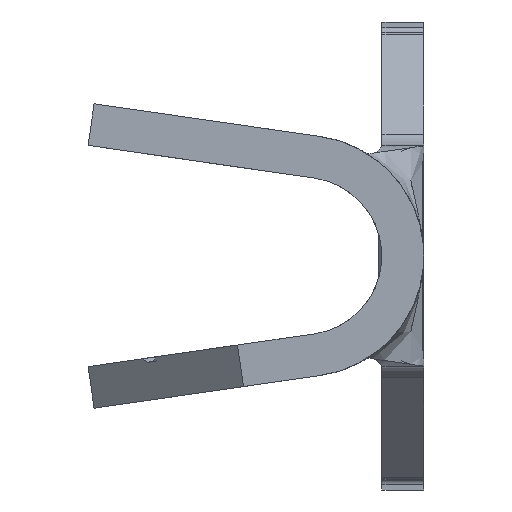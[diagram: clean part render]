
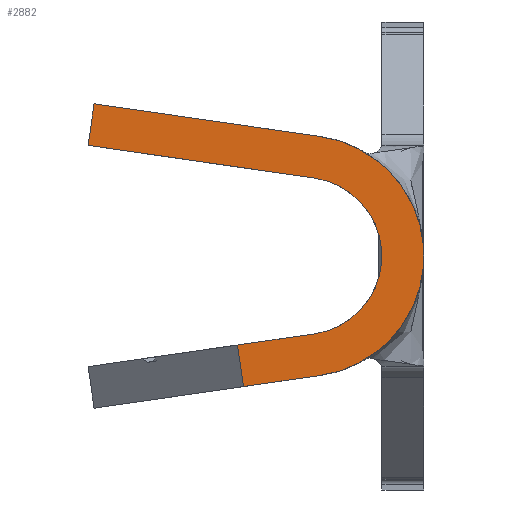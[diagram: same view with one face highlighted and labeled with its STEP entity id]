
A CAD part, left-side view. The second image highlights one B-rep face of the part: STEP entity #2882.
In plain terms, the highlighted planar face has unit normal (-1, 0, 0).
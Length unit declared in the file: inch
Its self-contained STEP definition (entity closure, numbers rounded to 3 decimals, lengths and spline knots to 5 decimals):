
#90 = VERTEX_POINT ( 'NONE', #651 ) ;
#98 = CARTESIAN_POINT ( 'NONE',  ( -0.74, 0.17762, -0.08483 ) ) ;
#146 = CARTESIAN_POINT ( 'NONE',  ( -0.74, 0.115, 0. ) ) ;
#288 = CARTESIAN_POINT ( 'NONE',  ( -0.74, 0.115, 0. ) ) ;
#322 = CARTESIAN_POINT ( 'NONE',  ( -0.74, 0.10427, -0.07423 ) ) ;
#341 = DIRECTION ( 'NONE',  ( 0., -0.99, -0.143 ) ) ;
#345 = DIRECTION ( 'NONE',  ( 0., 0., -1. ) ) ;
#405 = VECTOR ( 'NONE', #3768, 39.37008 ) ;
#517 = LINE ( 'NONE', #98, #3161 ) ;
#582 = CARTESIAN_POINT ( 'NONE',  ( -0.74, 0.10427, 0.07423 ) ) ;
#651 = CARTESIAN_POINT ( 'NONE',  ( -0.74, 0.10427, 0.07423 ) ) ;
#752 = PLANE ( 'NONE',  #5607 ) ;
#798 = CARTESIAN_POINT ( 'NONE',  ( -0.74, 0.1719, -0.12442 ) ) ;
#812 = DIRECTION ( 'NONE',  ( 0., 0., -1. ) ) ;
#911 = CARTESIAN_POINT ( 'NONE',  ( -0.74, 0.32, 0.10541 ) ) ;
#985 = CARTESIAN_POINT ( 'NONE',  ( -0.74, 0.09855, -0.11382 ) ) ;
#1034 = EDGE_CURVE ( 'NONE', #2697, #1740, #2702, .T. ) ;
#1080 = VERTEX_POINT ( 'NONE', #1597 ) ;
#1134 = LINE ( 'NONE', #582, #3450 ) ;
#1268 = DIRECTION ( 'NONE',  ( 1., 0., 0. ) ) ;
#1597 = CARTESIAN_POINT ( 'NONE',  ( -0.74, 0.09855, 0.11382 ) ) ;
#1718 = ORIENTED_EDGE ( 'NONE', *, *, #4521, .T. ) ;
#1740 = VERTEX_POINT ( 'NONE', #798 ) ;
#1794 = ORIENTED_EDGE ( 'NONE', *, *, #3127, .F. ) ;
#1858 = VERTEX_POINT ( 'NONE', #3303 ) ;
#1875 = LINE ( 'NONE', #4820, #3363 ) ;
#2078 = CARTESIAN_POINT ( 'NONE',  ( -0.74, 0.32, 0.10541 ) ) ;
#2088 = ORIENTED_EDGE ( 'NONE', *, *, #4727, .F. ) ;
#2090 = ORIENTED_EDGE ( 'NONE', *, *, #1034, .F. ) ;
#2174 = ORIENTED_EDGE ( 'NONE', *, *, #4250, .F. ) ;
#2187 = FACE_OUTER_BOUND ( 'NONE', #4917, .T. ) ;
#2548 = VECTOR ( 'NONE', #4060, 39.37008 ) ;
#2583 = DIRECTION ( 'NONE',  ( 0., -0.143, 0.99 ) ) ;
#2697 = VERTEX_POINT ( 'NONE', #985 ) ;
#2702 = LINE ( 'NONE', #6087, #2548 ) ;
#2882 = ADVANCED_FACE ( 'NONE', ( #2187 ), #752, .F. ) ;
#2888 = ORIENTED_EDGE ( 'NONE', *, *, #2943, .F. ) ;
#2943 = EDGE_CURVE ( 'NONE', #1858, #3432, #5754, .T. ) ;
#3040 = VERTEX_POINT ( 'NONE', #911 ) ;
#3095 = DIRECTION ( 'NONE',  ( 0., -0.143, -0.99 ) ) ;
#3127 = EDGE_CURVE ( 'NONE', #90, #3040, #1134, .T. ) ;
#3161 = VECTOR ( 'NONE', #3095, 39.37008 ) ;
#3234 = VECTOR ( 'NONE', #2583, 39.37008 ) ;
#3303 = CARTESIAN_POINT ( 'NONE',  ( -0.74, 0.17762, -0.08483 ) ) ;
#3333 = DIRECTION ( 'NONE',  ( 1., 0., 0. ) ) ;
#3363 = VECTOR ( 'NONE', #341, 39.37008 ) ;
#3429 = CARTESIAN_POINT ( 'NONE',  ( -0.74, 0.31428, 0.145 ) ) ;
#3432 = VERTEX_POINT ( 'NONE', #5817 ) ;
#3450 = VECTOR ( 'NONE', #4050, 39.37008 ) ;
#3470 = EDGE_CURVE ( 'NONE', #5850, #1080, #1875, .T. ) ;
#3768 = DIRECTION ( 'NONE',  ( 0., -0.99, 0.143 ) ) ;
#3779 = DIRECTION ( 'NONE',  ( -1., 0., 0. ) ) ;
#4050 = DIRECTION ( 'NONE',  ( 0., 0.99, 0.143 ) ) ;
#4060 = DIRECTION ( 'NONE',  ( 0., 0.99, -0.143 ) ) ;
#4073 = AXIS2_PLACEMENT_3D ( 'NONE', #6361, #3333, #345 ) ;
#4250 = EDGE_CURVE ( 'NONE', #1080, #2697, #4574, .T. ) ;
#4319 = ORIENTED_EDGE ( 'NONE', *, *, #5289, .F. ) ;
#4521 = EDGE_CURVE ( 'NONE', #1858, #1740, #517, .T. ) ;
#4566 = LINE ( 'NONE', #2078, #3234 ) ;
#4574 = CIRCLE ( 'NONE', #4073, 0.115 ) ;
#4727 = EDGE_CURVE ( 'NONE', #3432, #90, #5210, .T. ) ;
#4733 = DIRECTION ( 'NONE',  ( 0., 0., -1. ) ) ;
#4820 = CARTESIAN_POINT ( 'NONE',  ( -0.74, 0.09855, 0.11382 ) ) ;
#4917 = EDGE_LOOP ( 'NONE', ( #2888, #1718, #2090, #2174, #5725, #4319, #1794, #2088 ) ) ;
#5210 = CIRCLE ( 'NONE', #6004, 0.075 ) ;
#5289 = EDGE_CURVE ( 'NONE', #3040, #5850, #4566, .T. ) ;
#5607 = AXIS2_PLACEMENT_3D ( 'NONE', #146, #1268, #4733 ) ;
#5725 = ORIENTED_EDGE ( 'NONE', *, *, #3470, .F. ) ;
#5754 = LINE ( 'NONE', #322, #405 ) ;
#5817 = CARTESIAN_POINT ( 'NONE',  ( -0.74, 0.10427, -0.07423 ) ) ;
#5850 = VERTEX_POINT ( 'NONE', #3429 ) ;
#6004 = AXIS2_PLACEMENT_3D ( 'NONE', #288, #3779, #812 ) ;
#6087 = CARTESIAN_POINT ( 'NONE',  ( -0.74, 0.09855, -0.11382 ) ) ;
#6361 = CARTESIAN_POINT ( 'NONE',  ( -0.74, 0.115, 0. ) ) ;
